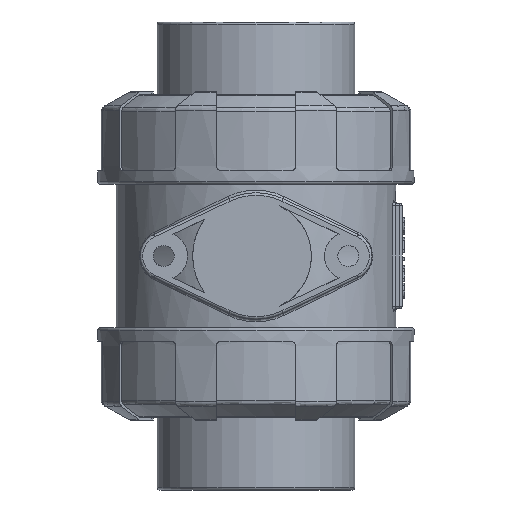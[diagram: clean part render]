
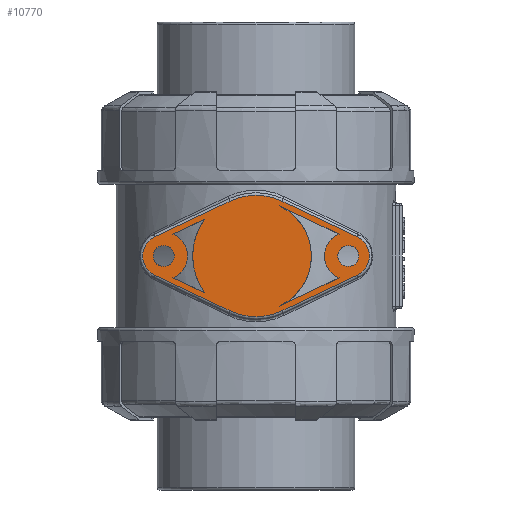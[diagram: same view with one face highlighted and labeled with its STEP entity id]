
A CAD part, front view. The second image highlights one B-rep face of the part: STEP entity #10770.
In plain terms, the highlighted planar face has unit normal (0, -1, 0).
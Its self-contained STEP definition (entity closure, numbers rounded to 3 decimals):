
#238=FACE_BOUND('',#2137,.T.);
#239=FACE_BOUND('',#2138,.T.);
#240=FACE_BOUND('',#2139,.T.);
#241=FACE_BOUND('',#2140,.T.);
#508=CIRCLE('',#11565,8.);
#511=CIRCLE('',#11570,23.);
#515=CIRCLE('',#11576,8.);
#519=CIRCLE('',#11582,23.);
#521=CIRCLE('',#11592,9.);
#522=CIRCLE('',#11593,21.);
#523=CIRCLE('',#11594,4.);
#524=CIRCLE('',#11595,9.);
#525=CIRCLE('',#11596,24.);
#526=CIRCLE('',#11597,4.);
#1497=FACE_OUTER_BOUND('',#2136,.T.);
#2136=EDGE_LOOP('',(#7398,#7399,#7400,#7401,#7402,#7403,#7404,#7405));
#2137=EDGE_LOOP('',(#7406,#7407,#7408,#7409));
#2138=EDGE_LOOP('',(#7410));
#2139=EDGE_LOOP('',(#7411,#7412,#7413,#7414));
#2140=EDGE_LOOP('',(#7415));
#2833=LINE('',#17144,#3500);
#2835=LINE('',#17156,#3502);
#2837=LINE('',#17168,#3504);
#2839=LINE('',#17177,#3506);
#2846=LINE('',#17216,#3513);
#2847=LINE('',#17220,#3514);
#2848=LINE('',#17226,#3515);
#2849=LINE('',#17230,#3516);
#3500=VECTOR('',#13053,10.);
#3502=VECTOR('',#13067,10.);
#3504=VECTOR('',#13081,10.);
#3506=VECTOR('',#13093,10.);
#3513=VECTOR('',#13114,10.);
#3514=VECTOR('',#13117,10.);
#3515=VECTOR('',#13122,10.);
#3516=VECTOR('',#13125,10.);
#4381=VERTEX_POINT('',#17132);
#4384=VERTEX_POINT('',#17137);
#4386=VERTEX_POINT('',#17142);
#4388=VERTEX_POINT('',#17148);
#4390=VERTEX_POINT('',#17154);
#4392=VERTEX_POINT('',#17160);
#4394=VERTEX_POINT('',#17166);
#4396=VERTEX_POINT('',#17172);
#4402=VERTEX_POINT('',#17214);
#4403=VERTEX_POINT('',#17215);
#4404=VERTEX_POINT('',#17217);
#4405=VERTEX_POINT('',#17219);
#4406=VERTEX_POINT('',#17222);
#4407=VERTEX_POINT('',#17224);
#4408=VERTEX_POINT('',#17225);
#4409=VERTEX_POINT('',#17227);
#4410=VERTEX_POINT('',#17229);
#4411=VERTEX_POINT('',#17232);
#5514=EDGE_CURVE('',#4384,#4381,#508,.T.);
#5516=EDGE_CURVE('',#4386,#4384,#2833,.T.);
#5519=EDGE_CURVE('',#4388,#4386,#511,.T.);
#5522=EDGE_CURVE('',#4390,#4388,#2835,.T.);
#5525=EDGE_CURVE('',#4392,#4390,#515,.T.);
#5528=EDGE_CURVE('',#4394,#4392,#2837,.T.);
#5531=EDGE_CURVE('',#4396,#4394,#519,.T.);
#5533=EDGE_CURVE('',#4381,#4396,#2839,.T.);
#5544=EDGE_CURVE('',#4402,#4403,#2846,.T.);
#5545=EDGE_CURVE('',#4403,#4404,#521,.T.);
#5546=EDGE_CURVE('',#4404,#4405,#2847,.T.);
#5547=EDGE_CURVE('',#4405,#4402,#522,.T.);
#5548=EDGE_CURVE('',#4406,#4406,#523,.T.);
#5549=EDGE_CURVE('',#4407,#4408,#2848,.T.);
#5550=EDGE_CURVE('',#4408,#4409,#524,.T.);
#5551=EDGE_CURVE('',#4409,#4410,#2849,.T.);
#5552=EDGE_CURVE('',#4410,#4407,#525,.T.);
#5553=EDGE_CURVE('',#4411,#4411,#526,.T.);
#7398=ORIENTED_EDGE('',*,*,#5514,.F.);
#7399=ORIENTED_EDGE('',*,*,#5516,.F.);
#7400=ORIENTED_EDGE('',*,*,#5519,.F.);
#7401=ORIENTED_EDGE('',*,*,#5522,.F.);
#7402=ORIENTED_EDGE('',*,*,#5525,.F.);
#7403=ORIENTED_EDGE('',*,*,#5528,.F.);
#7404=ORIENTED_EDGE('',*,*,#5531,.F.);
#7405=ORIENTED_EDGE('',*,*,#5533,.F.);
#7406=ORIENTED_EDGE('',*,*,#5544,.T.);
#7407=ORIENTED_EDGE('',*,*,#5545,.T.);
#7408=ORIENTED_EDGE('',*,*,#5546,.T.);
#7409=ORIENTED_EDGE('',*,*,#5547,.T.);
#7410=ORIENTED_EDGE('',*,*,#5548,.T.);
#7411=ORIENTED_EDGE('',*,*,#5549,.T.);
#7412=ORIENTED_EDGE('',*,*,#5550,.T.);
#7413=ORIENTED_EDGE('',*,*,#5551,.T.);
#7414=ORIENTED_EDGE('',*,*,#5552,.T.);
#7415=ORIENTED_EDGE('',*,*,#5553,.T.);
#9838=PLANE('',#11591);
#10770=ADVANCED_FACE('',(#1497,#238,#239,#240,#241),#9838,.F.);
#11565=AXIS2_PLACEMENT_3D('',#17139,#13047,#13048);
#11570=AXIS2_PLACEMENT_3D('',#17150,#13059,#13060);
#11576=AXIS2_PLACEMENT_3D('',#17162,#13073,#13074);
#11582=AXIS2_PLACEMENT_3D('',#17174,#13087,#13088);
#11591=AXIS2_PLACEMENT_3D('',#17213,#13112,#13113);
#11592=AXIS2_PLACEMENT_3D('',#17218,#13115,#13116);
#11593=AXIS2_PLACEMENT_3D('',#17221,#13118,#13119);
#11594=AXIS2_PLACEMENT_3D('',#17223,#13120,#13121);
#11595=AXIS2_PLACEMENT_3D('',#17228,#13123,#13124);
#11596=AXIS2_PLACEMENT_3D('',#17231,#13126,#13127);
#11597=AXIS2_PLACEMENT_3D('',#17233,#13128,#13129);
#13047=DIRECTION('center_axis',(0.,1.,0.));
#13048=DIRECTION('ref_axis',(1.,0.,0.));
#13053=DIRECTION('',(0.904,0.,-0.429));
#13059=DIRECTION('center_axis',(0.,1.,0.));
#13060=DIRECTION('ref_axis',(0.,0.,1.));
#13067=DIRECTION('',(0.904,0.,0.429));
#13073=DIRECTION('center_axis',(0.,1.,0.));
#13074=DIRECTION('ref_axis',(-1.,0.,0.));
#13081=DIRECTION('',(-0.904,0.,0.429));
#13087=DIRECTION('center_axis',(0.,1.,0.));
#13088=DIRECTION('ref_axis',(0.,0.,-1.));
#13093=DIRECTION('',(-0.904,0.,-0.429));
#13112=DIRECTION('center_axis',(0.,1.,0.));
#13113=DIRECTION('ref_axis',(0.,0.,1.));
#13114=DIRECTION('',(0.904,0.,-0.429));
#13115=DIRECTION('center_axis',(0.,-1.,0.));
#13116=DIRECTION('ref_axis',(-1.,0.,0.));
#13117=DIRECTION('',(-0.904,0.,-0.429));
#13118=DIRECTION('center_axis',(0.,-1.,0.));
#13119=DIRECTION('ref_axis',(-1.,0.,0.));
#13120=DIRECTION('center_axis',(0.,1.,0.));
#13121=DIRECTION('ref_axis',(1.,0.,0.));
#13122=DIRECTION('',(-0.904,0.,0.429));
#13123=DIRECTION('center_axis',(0.,-1.,0.));
#13124=DIRECTION('ref_axis',(-1.,0.,0.));
#13125=DIRECTION('',(0.904,0.,0.429));
#13126=DIRECTION('center_axis',(0.,-1.,0.));
#13127=DIRECTION('ref_axis',(-1.,0.,0.));
#13128=DIRECTION('center_axis',(0.,1.,0.));
#13129=DIRECTION('ref_axis',(1.,0.,0.));
#17132=CARTESIAN_POINT('',(38.429,-56.,-7.228));
#17137=CARTESIAN_POINT('',(38.429,-56.,7.228));
#17139=CARTESIAN_POINT('Origin',(35.,-56.,0.));
#17142=CARTESIAN_POINT('',(9.857,-56.,20.781));
#17144=CARTESIAN_POINT('',(9.857,-56.,20.781));
#17148=CARTESIAN_POINT('',(-9.857,-56.,20.781));
#17150=CARTESIAN_POINT('Origin',(0.,-56.,0.));
#17154=CARTESIAN_POINT('',(-38.429,-56.,7.228));
#17156=CARTESIAN_POINT('',(-24.143,-56.,14.004));
#17160=CARTESIAN_POINT('',(-38.429,-56.,-7.228));
#17162=CARTESIAN_POINT('Origin',(-35.,-56.,0.));
#17166=CARTESIAN_POINT('',(-9.857,-56.,-20.781));
#17168=CARTESIAN_POINT('',(-9.857,-56.,-20.781));
#17172=CARTESIAN_POINT('',(9.857,-56.,-20.781));
#17174=CARTESIAN_POINT('Origin',(0.,-56.,0.));
#17177=CARTESIAN_POINT('',(24.143,-56.,-14.004));
#17213=CARTESIAN_POINT('Origin',(0.,-56.,0.));
#17214=CARTESIAN_POINT('',(9.,-56.,18.974));
#17215=CARTESIAN_POINT('',(31.511,-56.,8.296));
#17216=CARTESIAN_POINT('',(31.511,-56.,8.296));
#17217=CARTESIAN_POINT('',(31.511,-56.,-8.296));
#17218=CARTESIAN_POINT('Origin',(35.,-56.,0.));
#17219=CARTESIAN_POINT('',(9.,-56.,-18.974));
#17220=CARTESIAN_POINT('',(9.,-56.,-18.974));
#17221=CARTESIAN_POINT('Origin',(0.,-56.,0.));
#17222=CARTESIAN_POINT('',(31.,-56.,0.));
#17223=CARTESIAN_POINT('Origin',(35.,-56.,0.));
#17224=CARTESIAN_POINT('',(-19.498,-56.,-13.994));
#17225=CARTESIAN_POINT('',(-31.511,-56.,-8.296));
#17226=CARTESIAN_POINT('',(-31.511,-56.,-8.296));
#17227=CARTESIAN_POINT('',(-31.511,-56.,8.296));
#17228=CARTESIAN_POINT('Origin',(-35.,-56.,0.));
#17229=CARTESIAN_POINT('',(-19.498,-56.,13.994));
#17230=CARTESIAN_POINT('',(-9.,-56.,18.974));
#17231=CARTESIAN_POINT('Origin',(0.,-56.,0.));
#17232=CARTESIAN_POINT('',(-39.,-56.,0.));
#17233=CARTESIAN_POINT('Origin',(-35.,-56.,0.));
